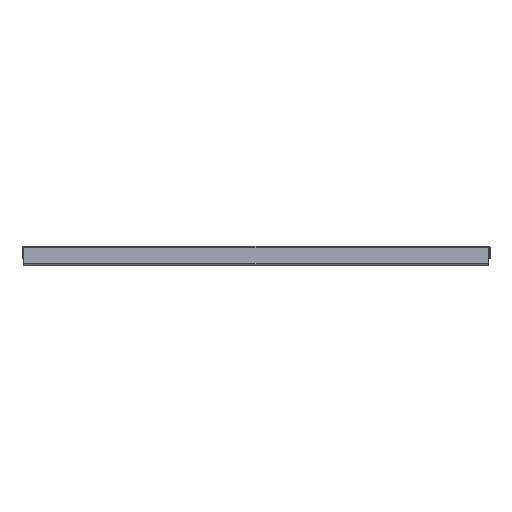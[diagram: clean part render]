
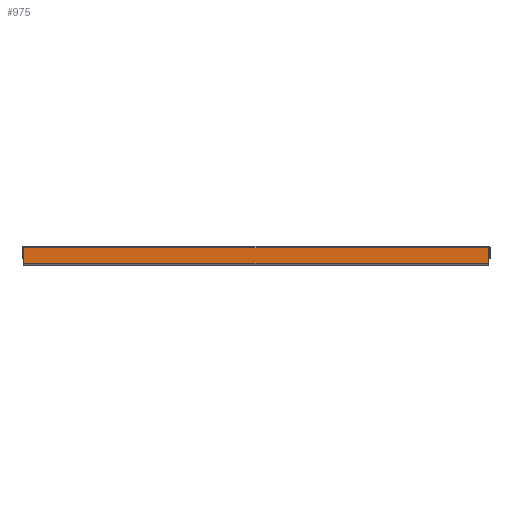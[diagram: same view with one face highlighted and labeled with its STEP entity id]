
A CAD part, top view. The second image highlights one B-rep face of the part: STEP entity #975.
In plain terms, the highlighted planar face has unit normal (0, 0, 1).
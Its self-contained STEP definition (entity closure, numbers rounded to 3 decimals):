
#7 = ORIENTED_EDGE ( 'NONE', *, *, #14276, .T. ) ;
#882 = ORIENTED_EDGE ( 'NONE', *, *, #7787, .F. ) ;
#895 = ORIENTED_EDGE ( 'NONE', *, *, #7085, .F. ) ;
#901 = LINE ( 'NONE', #5870, #8868 ) ;
#975 = ADVANCED_FACE ( 'NONE', ( #13121 ), #13413, .T. ) ;
#1210 = DIRECTION ( 'NONE',  ( -1., 0., 0. ) ) ;
#1424 = CARTESIAN_POINT ( 'NONE',  ( -396., -1.5, 249. ) ) ;
#1445 = DIRECTION ( 'NONE',  ( 0., -1., 0. ) ) ;
#1505 = EDGE_CURVE ( 'NONE', #10665, #6507, #8450, .T. ) ;
#2736 = CARTESIAN_POINT ( 'NONE',  ( -396., -3., 249. ) ) ;
#3086 = DIRECTION ( 'NONE',  ( 0., 0., 1. ) ) ;
#4001 = DIRECTION ( 'NONE',  ( -1., 0., 0. ) ) ;
#5870 = CARTESIAN_POINT ( 'NONE',  ( 0., -3., 249. ) ) ;
#6097 = DIRECTION ( 'NONE',  ( 0., 1., 0. ) ) ;
#6427 = CARTESIAN_POINT ( 'NONE',  ( 396., -30., 249. ) ) ;
#6507 = VERTEX_POINT ( 'NONE', #8025 ) ;
#7085 = EDGE_CURVE ( 'NONE', #12782, #10665, #11764, .T. ) ;
#7248 = AXIS2_PLACEMENT_3D ( 'NONE', #9931, #3086, #9643 ) ;
#7787 = EDGE_CURVE ( 'NONE', #6507, #14001, #8181, .T. ) ;
#8025 = CARTESIAN_POINT ( 'NONE',  ( -396., -30., 249. ) ) ;
#8181 = LINE ( 'NONE', #1424, #12213 ) ;
#8441 = CARTESIAN_POINT ( 'NONE',  ( 396., -30., 249. ) ) ;
#8450 = LINE ( 'NONE', #9646, #11110 ) ;
#8868 = VECTOR ( 'NONE', #1210, 1000. ) ;
#9643 = DIRECTION ( 'NONE',  ( 0., -1., 0. ) ) ;
#9646 = CARTESIAN_POINT ( 'NONE',  ( -396., -30., 249. ) ) ;
#9931 = CARTESIAN_POINT ( 'NONE',  ( 0., 0., 249. ) ) ;
#10665 = VERTEX_POINT ( 'NONE', #6427 ) ;
#11094 = CARTESIAN_POINT ( 'NONE',  ( 396., -3., 249. ) ) ;
#11110 = VECTOR ( 'NONE', #4001, 1000. ) ;
#11764 = LINE ( 'NONE', #8441, #14621 ) ;
#12213 = VECTOR ( 'NONE', #6097, 1000. ) ;
#12782 = VERTEX_POINT ( 'NONE', #11094 ) ;
#13121 = FACE_OUTER_BOUND ( 'NONE', #13671, .T. ) ;
#13413 = PLANE ( 'NONE',  #7248 ) ;
#13671 = EDGE_LOOP ( 'NONE', ( #895, #7, #882, #14413 ) ) ;
#14001 = VERTEX_POINT ( 'NONE', #2736 ) ;
#14276 = EDGE_CURVE ( 'NONE', #12782, #14001, #901, .T. ) ;
#14413 = ORIENTED_EDGE ( 'NONE', *, *, #1505, .F. ) ;
#14621 = VECTOR ( 'NONE', #1445, 1000. ) ;
